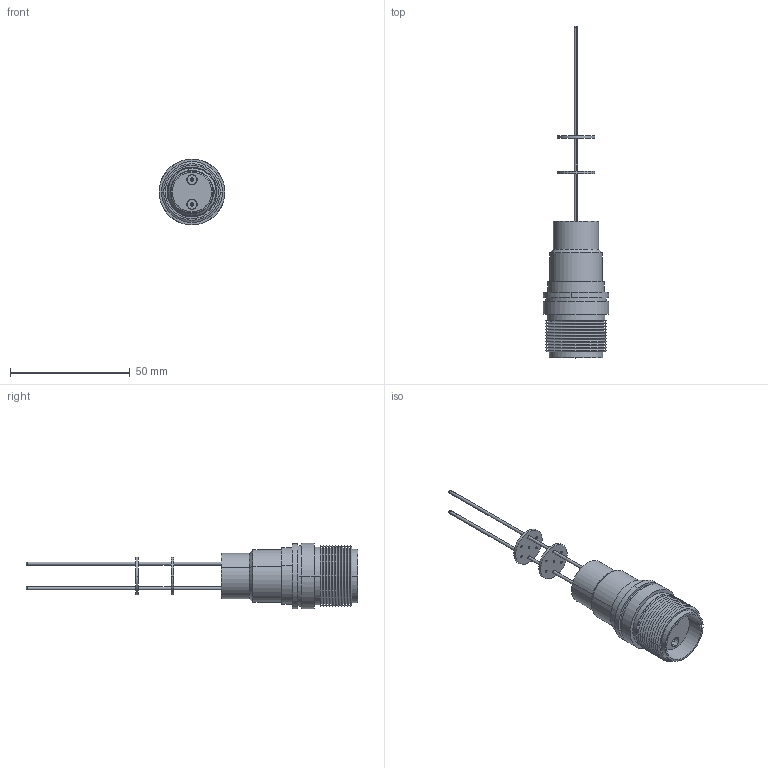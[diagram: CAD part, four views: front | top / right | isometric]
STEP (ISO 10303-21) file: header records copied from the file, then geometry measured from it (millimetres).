
FILE_DESCRIPTION (( 'STEP AP203' ), '1' );
FILE_NAME ('A4207-1-W.STEP', '2011-10-12T12:09:04', ( '' ), ( '' ), 'SwSTEP 2.0', 'SolidWorks 2011', '' );
FILE_SCHEMA (( 'CONFIG_CONTROL_DESIGN' ));
Length unit declared in the file: inch
Products named in the file (1): A4207-1-W
Bounding box: 27.43 x 138.78 x 27.43 mm (x, y, z)
Volume: 15252.1 mm3; surface area: 15066.7 mm2
Topology: 1 solids, 1 shells, 222 faces, 487 edges, 290 vertices
Faces by surface type: cylinder 94, cone 74, plane 40, torus 10, sphere 4
Entity records: 6174 total; most frequent: DIRECTION 1209, CARTESIAN_POINT 988, ORIENTED_EDGE 958, AXIS2_PLACEMENT_3D 507, EDGE_CURVE 479, VERTEX_POINT 286, CIRCLE 284, EDGE_LOOP 273
